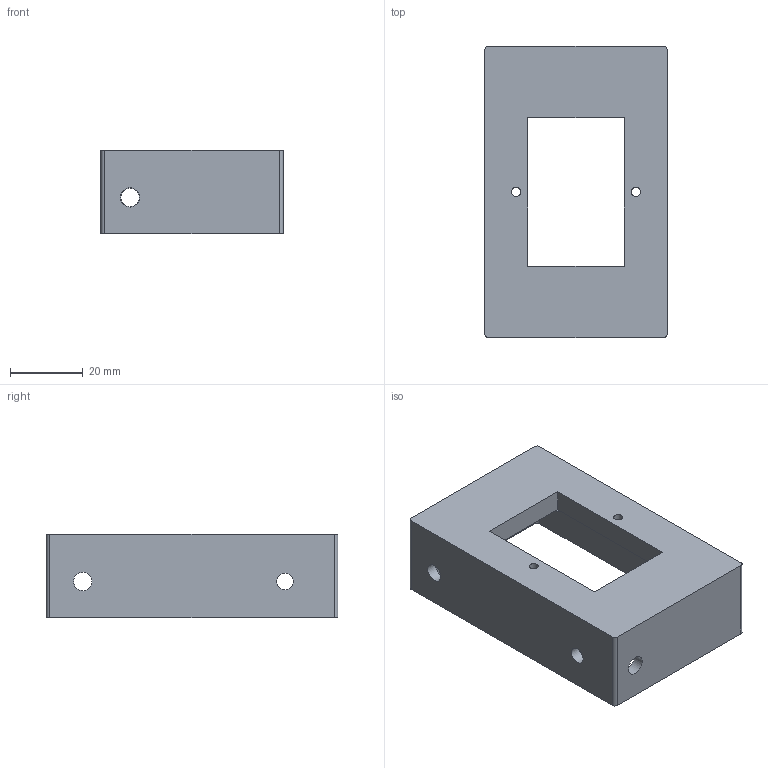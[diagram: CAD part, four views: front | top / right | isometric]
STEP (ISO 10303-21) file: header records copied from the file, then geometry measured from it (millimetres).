
FILE_DESCRIPTION(/* description */ ('STEP AP242 Edition 2','CAx-IF Rec.Pracs.---Representation and Presentation of Product Manufacturing Information (PMI)---4.0---2014-10-13','CAx-IF Rec.Pracs.---3D Tessellated Geometry---0.4---2014-09-14','2;1','CAx-IF Rec.Pracs.---User Defined Attributes---1.5---2016-08-15'),/* implementation_level */ '2;1');
FILE_NAME(/* name */ '6924240437f078ea1ecfd2f4',/* time_stamp */ '2025-11-24T09:23:16Z',/* author */ (''),/* organization */ (''),/* preprocessor_version */ 'ST-DEVELOPER v20',/* originating_system */ 'ONSHAPE BY PTC INC, 1.207',/* authorisation */ ' ');
FILE_SCHEMA (('AP242_MANAGED_MODEL_BASED_3D_ENGINEERING_MIM_LF { 1 0 10303 442 3 1 4 }'));
Length unit declared in the file: metre
Products named in the file (1): psu_socket_holder_PSU Socket Holder
Bounding box: 50 x 80 x 23 mm (x, y, z)
Volume: 29708.4 mm3; surface area: 16745.3 mm2
Topology: 1 solids, 1 shells, 107 faces, 289 edges, 193 vertices
Faces by surface type: plane 55, bspline 36, cylinder 16
Full cylindrical faces by diameter (mm): 2.5 x2, 4.5 x2, 5 x2, 5.3 x2
Entity records: 5058 total; most frequent: CARTESIAN_POINT 2558, ORIENTED_EDGE 560, DIRECTION 384, EDGE_CURVE 280, VERTEX_POINT 192, LINE 176, VECTOR 176, EDGE_LOOP 142
